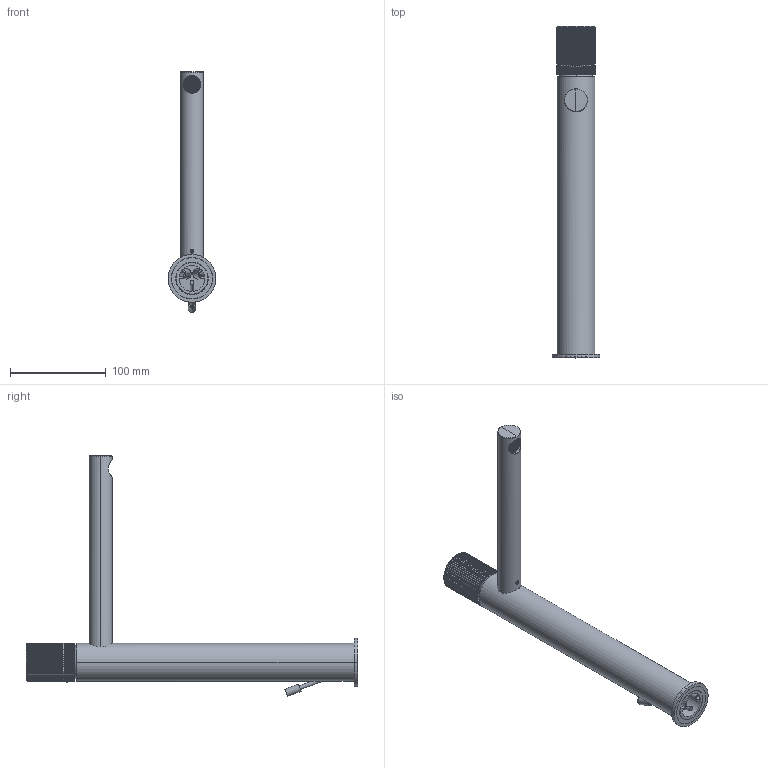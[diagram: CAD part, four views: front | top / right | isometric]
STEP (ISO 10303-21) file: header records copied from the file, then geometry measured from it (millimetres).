
FILE_DESCRIPTION((''),'2;1');
FILE_NAME('JO085CR','2021-02-02T14:59:41',('ut3'),('PAFFONI SpA'),'CREO PARAMETRIC BY PTC INC, 2020044','CREO PARAMETRIC BY PTC INC, 2020044','');
FILE_SCHEMA(('CONFIG_CONTROL_DESIGN','SHAPE_APPEARANCE_LAYERS_GROUPS'));
Length unit declared in the file: millimetre
Products named in the file (1): JO085CR
Bounding box: 50 x 346.85 x 251.38 mm (x, y, z)
Volume: 225136 mm3; surface area: 154203 mm2
Topology: 2 solids, 2 shells, 3112 faces, 8433 edges, 5371 vertices
Faces by surface type: plane 2067, cylinder 690, cone 143, bspline 127, torus 79, sphere 6
Entity records: 150123 total; most frequent: CARTESIAN_POINT 56830, ORIENTED_EDGE 16826, DIRECTION 12513, EDGE_CURVE 8413, VERTEX_POINT 5371, AXIS2_PLACEMENT_3D 4233, VECTOR 4047, LINE 4047
